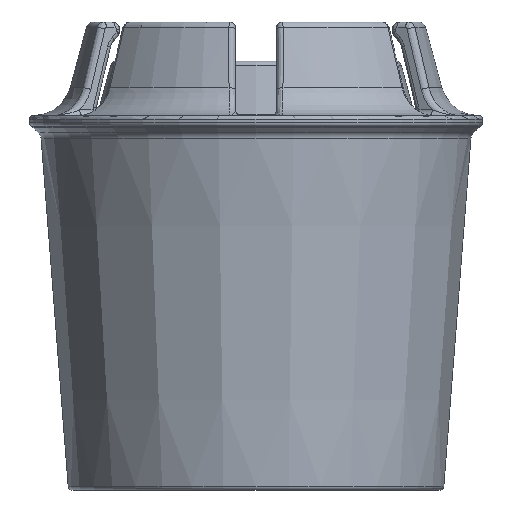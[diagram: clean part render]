
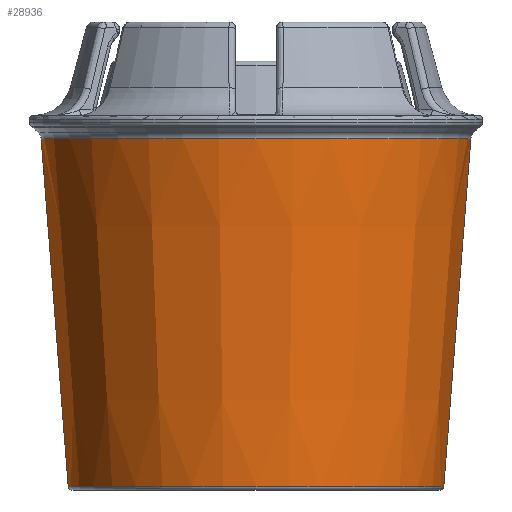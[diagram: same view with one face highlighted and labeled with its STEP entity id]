
A CAD part, front view. The second image highlights one B-rep face of the part: STEP entity #28936.
In plain terms, the highlighted conical face has half-angle 4.453 degrees and reference radius 11.185 mm.
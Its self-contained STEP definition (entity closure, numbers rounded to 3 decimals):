
#1115 = CARTESIAN_POINT ( 'NONE',  ( 10.031, 0., -84.348 ) ) ;
#1412 = CARTESIAN_POINT ( 'NONE',  ( -11.479, 0., -65.759 ) ) ;
#1600 = EDGE_LOOP ( 'NONE', ( #15312, #5999, #21274, #13099 ) ) ;
#1994 = VERTEX_POINT ( 'NONE', #1115 ) ;
#2717 = CARTESIAN_POINT ( 'NONE',  ( -10.031, 0., -84.348 ) ) ;
#3987 = AXIS2_PLACEMENT_3D ( 'NONE', #24565, #6980, #24361 ) ;
#4653 = DIRECTION ( 'NONE',  ( -0.078, 0., 0.997 ) ) ;
#5999 = ORIENTED_EDGE ( 'NONE', *, *, #6446, .T. ) ;
#6446 = EDGE_CURVE ( 'NONE', #19116, #1994, #26096, .T. ) ;
#6980 = DIRECTION ( 'NONE',  ( 0., 0., 1. ) ) ;
#9441 = EDGE_CURVE ( 'NONE', #25513, #22954, #22464, .T. ) ;
#9443 = VECTOR ( 'NONE', #4653, 1000. ) ;
#9643 = DIRECTION ( 'NONE',  ( 1., 0., 0. ) ) ;
#10427 = DIRECTION ( 'NONE',  ( 1., 0., 0. ) ) ;
#10540 = DIRECTION ( 'NONE',  ( 0.078, 0., 0.997 ) ) ;
#11557 = AXIS2_PLACEMENT_3D ( 'NONE', #22225, #14945, #9643 ) ;
#13099 = ORIENTED_EDGE ( 'NONE', *, *, #9441, .T. ) ;
#14945 = DIRECTION ( 'NONE',  ( 0., 0., 1. ) ) ;
#15190 = CARTESIAN_POINT ( 'NONE',  ( 0., 0., -65.759 ) ) ;
#15312 = ORIENTED_EDGE ( 'NONE', *, *, #22725, .F. ) ;
#17188 = AXIS2_PLACEMENT_3D ( 'NONE', #15190, #22908, #10427 ) ;
#18121 = CONICAL_SURFACE ( 'NONE', #3987, 11.185, 0.078 ) ;
#19116 = VERTEX_POINT ( 'NONE', #2717 ) ;
#19563 = CARTESIAN_POINT ( 'NONE',  ( -11.185, 0., -69.532 ) ) ;
#19975 = VECTOR ( 'NONE', #10540, 1000. ) ;
#21274 = ORIENTED_EDGE ( 'NONE', *, *, #21528, .T. ) ;
#21528 = EDGE_CURVE ( 'NONE', #1994, #25513, #23873, .T. ) ;
#22225 = CARTESIAN_POINT ( 'NONE',  ( 0., 0., -84.348 ) ) ;
#22464 = CIRCLE ( 'NONE', #17188, 11.479 ) ;
#22725 = EDGE_CURVE ( 'NONE', #19116, #22954, #31960, .T. ) ;
#22908 = DIRECTION ( 'NONE',  ( 0., 0., -1. ) ) ;
#22954 = VERTEX_POINT ( 'NONE', #1412 ) ;
#23873 = LINE ( 'NONE', #25287, #19975 ) ;
#24361 = DIRECTION ( 'NONE',  ( 1., 0., 0. ) ) ;
#24565 = CARTESIAN_POINT ( 'NONE',  ( 0., 0., -69.532 ) ) ;
#25287 = CARTESIAN_POINT ( 'NONE',  ( 11.185, 0., -69.532 ) ) ;
#25513 = VERTEX_POINT ( 'NONE', #30577 ) ;
#26096 = CIRCLE ( 'NONE', #11557, 10.031 ) ;
#27820 = FACE_OUTER_BOUND ( 'NONE', #1600, .T. ) ;
#28936 = ADVANCED_FACE ( 'NONE', ( #27820 ), #18121, .T. ) ;
#30577 = CARTESIAN_POINT ( 'NONE',  ( 11.479, 0., -65.759 ) ) ;
#31960 = LINE ( 'NONE', #19563, #9443 ) ;
